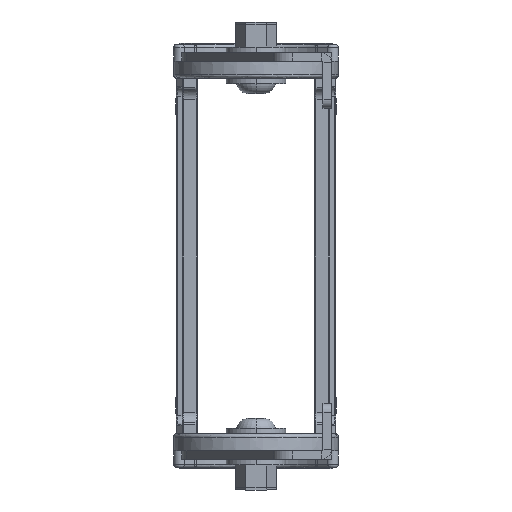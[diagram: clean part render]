
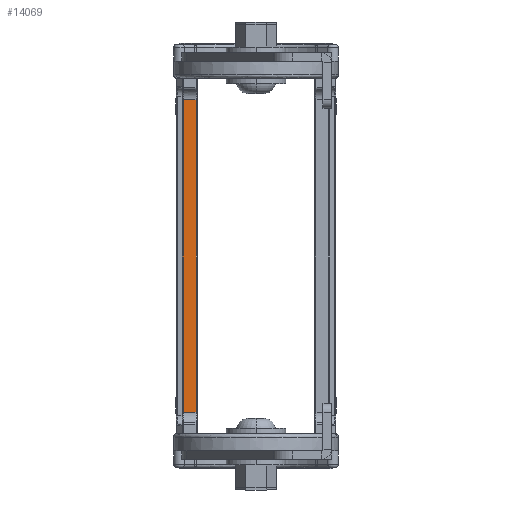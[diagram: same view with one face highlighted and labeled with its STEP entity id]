
A CAD part, left-side view. The second image highlights one B-rep face of the part: STEP entity #14069.
In plain terms, the highlighted planar face has unit normal (-1, 0, 0).
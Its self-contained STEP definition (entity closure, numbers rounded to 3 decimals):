
#303 = CARTESIAN_POINT ( 'NONE',  ( -79.8, 193.066, 42.547 ) ) ;
#2303 = CARTESIAN_POINT ( 'NONE',  ( -79.8, 197.554, 152.367 ) ) ;
#4527 = EDGE_CURVE ( 'NONE', #45908, #44580, #41128, .T. ) ;
#4672 = EDGE_LOOP ( 'NONE', ( #46257, #5257, #8345, #40119 ) ) ;
#5257 = ORIENTED_EDGE ( 'NONE', *, *, #5531, .F. ) ;
#5446 = VERTEX_POINT ( 'NONE', #2303 ) ;
#5531 = EDGE_CURVE ( 'NONE', #45908, #44811, #24864, .T. ) ;
#5754 = VECTOR ( 'NONE', #31792, 1000. ) ;
#5852 = CARTESIAN_POINT ( 'NONE',  ( -79.8, 193.066, 152.367 ) ) ;
#8345 = ORIENTED_EDGE ( 'NONE', *, *, #4527, .T. ) ;
#8598 = DIRECTION ( 'NONE',  ( 0., 0., -1. ) ) ;
#9038 = CARTESIAN_POINT ( 'NONE',  ( -79.8, 197.554, 59.017 ) ) ;
#10602 = DIRECTION ( 'NONE',  ( -1., 0., 0. ) ) ;
#12208 = VECTOR ( 'NONE', #8598, 1000. ) ;
#14069 = ADVANCED_FACE ( 'NONE', ( #45432 ), #21489, .T. ) ;
#14146 = CARTESIAN_POINT ( 'NONE',  ( -79.8, 197.554, 42.547 ) ) ;
#18144 = EDGE_CURVE ( 'NONE', #44580, #5446, #32171, .T. ) ;
#20915 = VECTOR ( 'NONE', #37853, 1000. ) ;
#21489 = PLANE ( 'NONE',  #22445 ) ;
#22445 = AXIS2_PLACEMENT_3D ( 'NONE', #35748, #10602, #35278 ) ;
#22995 = CARTESIAN_POINT ( 'NONE',  ( -79.8, 98.104, 152.367 ) ) ;
#24864 = LINE ( 'NONE', #42576, #5754 ) ;
#27725 = EDGE_CURVE ( 'NONE', #5446, #44811, #41374, .T. ) ;
#31792 = DIRECTION ( 'NONE',  ( 0., 1., 0. ) ) ;
#32171 = LINE ( 'NONE', #22995, #43947 ) ;
#34110 = CARTESIAN_POINT ( 'NONE',  ( -79.8, 193.066, 153.367 ) ) ;
#35278 = DIRECTION ( 'NONE',  ( 0., 0., 1. ) ) ;
#35748 = CARTESIAN_POINT ( 'NONE',  ( -79.8, 98.104, 59.017 ) ) ;
#37853 = DIRECTION ( 'NONE',  ( 0., 0., 1. ) ) ;
#40119 = ORIENTED_EDGE ( 'NONE', *, *, #18144, .T. ) ;
#40854 = DIRECTION ( 'NONE',  ( 0., 1., 0. ) ) ;
#41128 = LINE ( 'NONE', #34110, #20915 ) ;
#41374 = LINE ( 'NONE', #9038, #12208 ) ;
#42576 = CARTESIAN_POINT ( 'NONE',  ( -79.8, 98.104, 42.547 ) ) ;
#43947 = VECTOR ( 'NONE', #40854, 1000. ) ;
#44580 = VERTEX_POINT ( 'NONE', #5852 ) ;
#44811 = VERTEX_POINT ( 'NONE', #14146 ) ;
#45432 = FACE_OUTER_BOUND ( 'NONE', #4672, .T. ) ;
#45908 = VERTEX_POINT ( 'NONE', #303 ) ;
#46257 = ORIENTED_EDGE ( 'NONE', *, *, #27725, .T. ) ;
